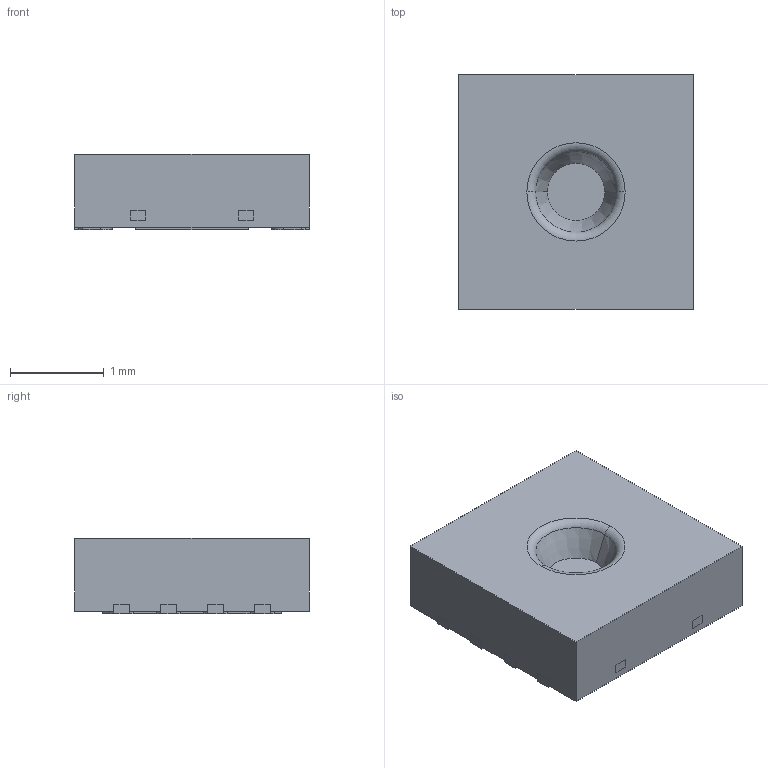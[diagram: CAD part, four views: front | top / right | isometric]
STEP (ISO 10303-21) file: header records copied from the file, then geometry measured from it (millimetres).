
FILE_DESCRIPTION((''),'2;1');
FILE_NAME('DEF0008A_ASM','2019-04-17T14:02:30',('a0412086'),(''),'CREO PARAMETRIC BY PTC INC, 2018020','CREO PARAMETRIC BY PTC INC, 2018020','');
FILE_SCHEMA(('AUTOMOTIVE_DESIGN { 1 0 10303 214 1 1 1 1 }'));
Length unit declared in the file: millimetre
Products named in the file (5): BODY-SON; FRAME-DEF0008A; PIN1-ID; SENSOR_AREA; DEF0008A_ASM
Assembly tree (4 placements, depth 2):
  DEF0008A_ASM
    BODY-SON
    FRAME-DEF0008A
    PIN1-ID
    SENSOR_AREA
Bounding box: 2.5 x 2.5 x 0.8 mm (x, y, z)
Volume: 4.7 mm3; surface area: 29.9 mm2
Topology: 14 solids, 14 shells, 212 faces, 532 edges, 354 vertices
Faces by surface type: plane 192, cylinder 16, torus 2, cone 2
Entity records: 8219 total; most frequent: CARTESIAN_POINT 1114, ORIENTED_EDGE 1064, DIRECTION 1014, PRESENTATION_STYLE_ASSIGNMENT 558, STYLED_ITEM 546, CURVE_STYLE 532, EDGE_CURVE 532, VECTOR 492
